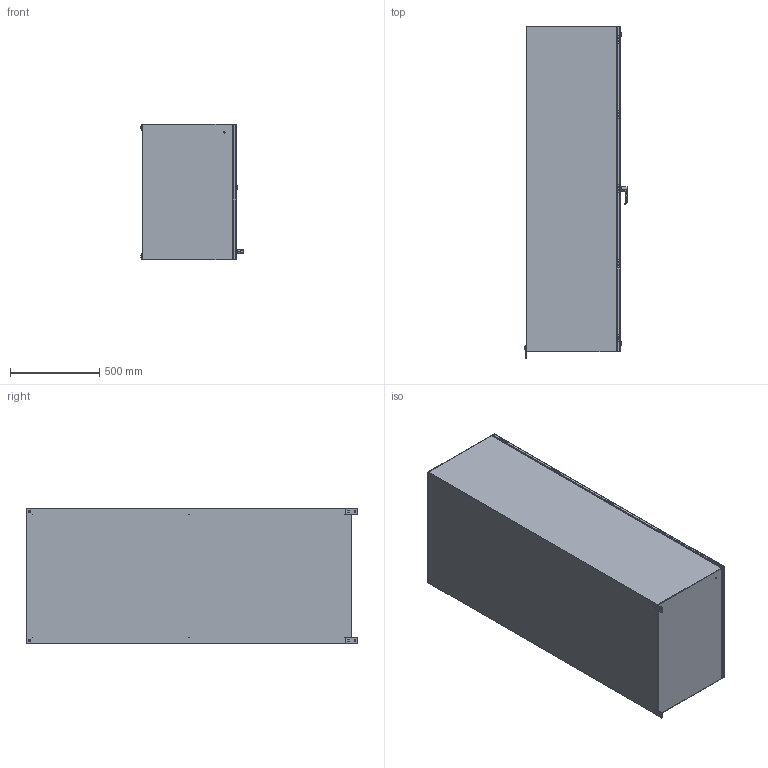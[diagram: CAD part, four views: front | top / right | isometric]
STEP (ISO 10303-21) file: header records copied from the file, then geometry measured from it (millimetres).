
FILE_DESCRIPTION (( 'STEP AP214' ), '1' );
FILE_NAME ('EN4SD723020GY.STEP', '2019-09-19T12:26:33', ( '' ), ( '' ), 'SwSTEP 2.0', 'SolidWorks 2018', '' );
FILE_SCHEMA (( 'AUTOMOTIVE_DESIGN' ));
Length unit declared in the file: inch
Products named in the file (1): EN4SD723020GY
Bounding box: 576.4 x 1863.41 x 761.99 mm (x, y, z)
Volume: 11318377.2 mm3; surface area: 12502048.8 mm2
Topology: 98 solids, 99 shells, 2429 faces, 5789 edges, 3650 vertices
Faces by surface type: plane 1159, cylinder 890, bspline 241, cone 77, torus 62
Entity records: 163630 total; most frequent: CARTESIAN_POINT 75826, ORIENTED_EDGE 11494, DIRECTION 11063, EDGE_CURVE 5747, AXIS2_PLACEMENT_3D 3912, VERTEX_POINT 3650, VECTOR 3239, LINE 3239
